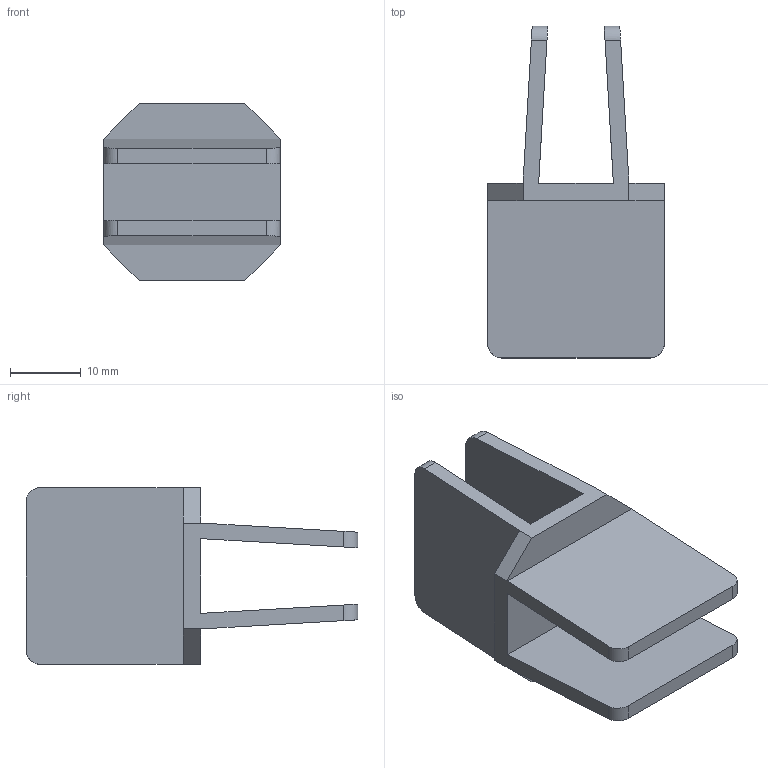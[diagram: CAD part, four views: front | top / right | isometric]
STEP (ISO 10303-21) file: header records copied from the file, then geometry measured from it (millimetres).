
FILE_DESCRIPTION (( 'STEP AP214' ), '1' );
FILE_NAME ('F000674,F000675_3D.step', '2022-10-10T14:04:49', ( '' ), ( '' ), 'SwSTEP 2.0', 'SolidWorks 2020', '' );
FILE_SCHEMA (( 'AUTOMOTIVE_DESIGN' ));
Length unit declared in the file: millimetre
Products named in the file (1): F000674,F000675_3D
Bounding box: 25 x 47 x 25 mm (x, y, z)
Volume: 6325.7 mm3; surface area: 6191.6 mm2
Topology: 1 solids, 1 shells, 34 faces, 88 edges, 56 vertices
Faces by surface type: plane 26, cylinder 8
Entity records: 1042 total; most frequent: CARTESIAN_POINT 227, ORIENTED_EDGE 176, DIRECTION 142, EDGE_CURVE 88, LINE 72, VECTOR 72, VERTEX_POINT 56, AXIS2_PLACEMENT_3D 35
